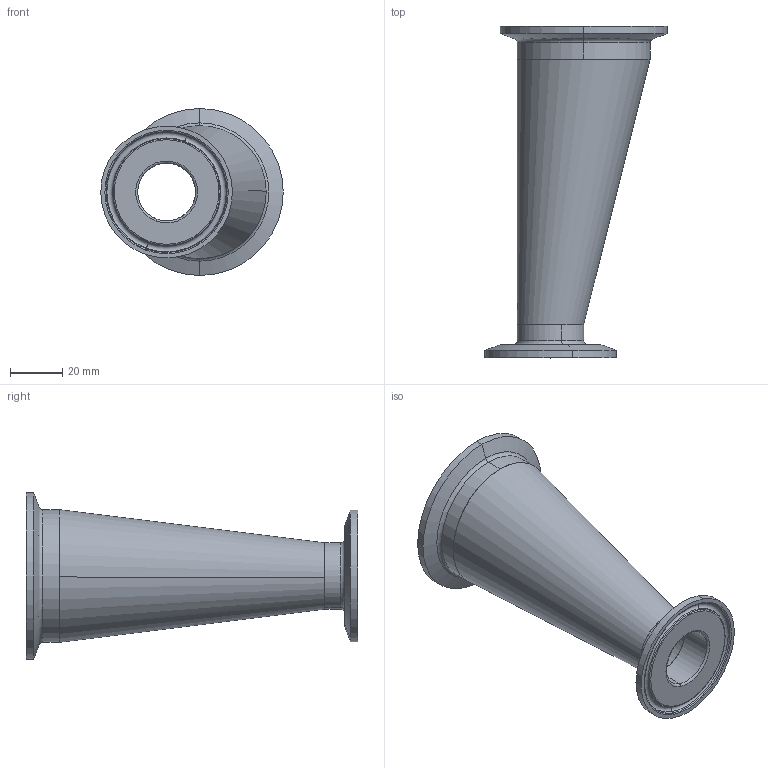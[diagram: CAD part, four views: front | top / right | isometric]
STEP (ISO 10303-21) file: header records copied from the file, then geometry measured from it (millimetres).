
FILE_DESCRIPTION (( 'STEP AP214' ), '1' );
FILE_NAME ('DT21E 50.8x25.4 B.STEP', '2014-03-18T03:56:56', ( '' ), ( '' ), 'SwSTEP 2.0', 'SolidWorks 2013', '' );
FILE_SCHEMA (( 'AUTOMOTIVE_DESIGN' ));
Length unit declared in the file: inch
Products named in the file (4): DT21E 50.8x25.4; 21E 50.8; DT21E 50.8x25.4 B; 21E 25.4
Assembly tree (3 placements, depth 2):
  DT21E 50.8x25.4 B
    DT21E 50.8x25.4
    21E 50.8
    21E 25.4
Bounding box: 69.85 x 127 x 63.91 mm (x, y, z)
Volume: 34188.6 mm3; surface area: 36073.3 mm2
Topology: 3 solids, 3 shells, 59 faces, 118 edges, 68 vertices
Faces by surface type: torus 22, cylinder 12, cone 12, plane 9, bspline 4
Entity records: 2240 total; most frequent: CARTESIAN_POINT 779, DIRECTION 326, ORIENTED_EDGE 236, AXIS2_PLACEMENT_3D 151, EDGE_CURVE 118, CIRCLE 90, EDGE_LOOP 68, VERTEX_POINT 68
